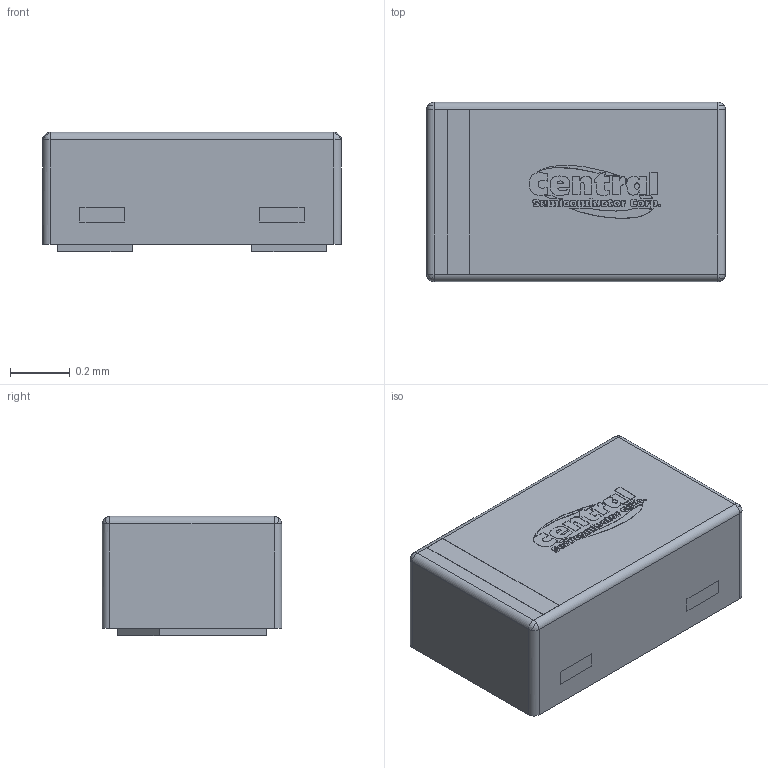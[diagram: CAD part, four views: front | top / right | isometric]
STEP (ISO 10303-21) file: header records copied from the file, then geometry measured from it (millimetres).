
FILE_DESCRIPTION (( 'STEP AP214' ), '1' );
FILE_NAME ('CFSH05-20L TR PBFREE.STEP', '2024-07-04T16:00:57', ( '' ), ( '' ), 'SwSTEP 2.0', 'SolidWorks 2016', '' );
FILE_SCHEMA (( 'AUTOMOTIVE_DESIGN' ));
Length unit declared in the file: millimetre
Products named in the file (5): Logo; Band; Pads; Package; CFSH05-20L TR PBFREE
Assembly tree (4 placements, depth 2):
  CFSH05-20L TR PBFREE
    Package
    Pads
    Band
    Logo
Bounding box: 1 x 0.6 x 0.4 mm (x, y, z)
Volume: 0.2 mm3; surface area: 3.3 mm2
Topology: 39 solids, 39 shells, 544 faces, 1303 edges, 833 vertices
Faces by surface type: plane 294, bspline 242, cylinder 8
Entity records: 25198 total; most frequent: CARTESIAN_POINT 7779, ORIENTED_EDGE 2590, DIRECTION 1455, EDGE_CURVE 1295, VERTEX_POINT 833, LINE 773, VECTOR 773, UNCERTAINTY_MEASURE_WITH_UNIT 592
